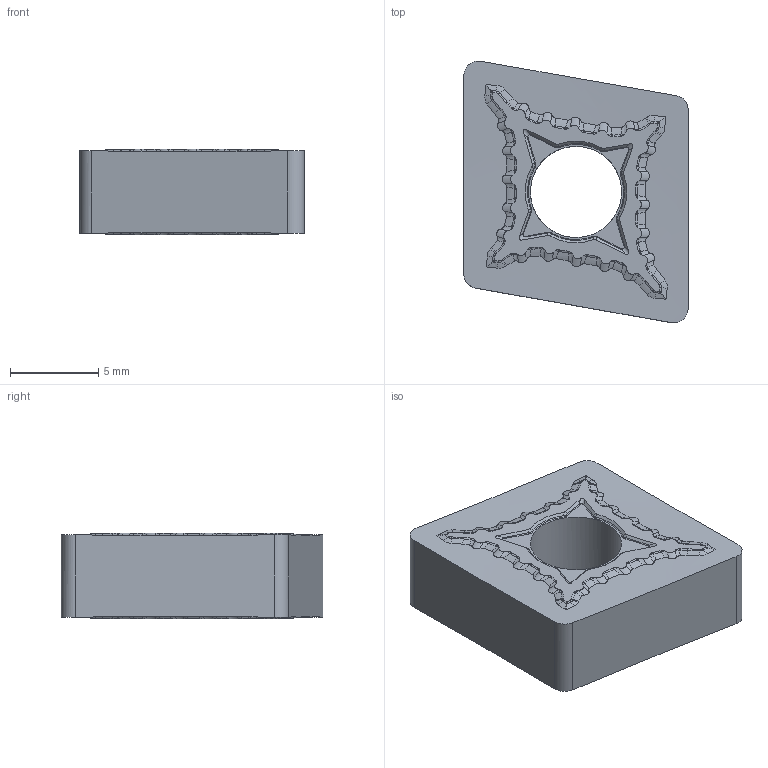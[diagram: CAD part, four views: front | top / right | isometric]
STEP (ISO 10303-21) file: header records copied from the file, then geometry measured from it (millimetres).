
FILE_DESCRIPTION(/* description */ (''),/* implementation_level */ '2;1');
FILE_NAME(/* name */ 'CNMG120408E_SM_115002629ndi000_00_SIM.stp',/* time_stamp */ '2022-01-17T08:38:55+01:00',/* author */ (''),/* organization */ (''),/* preprocessor_version */ 'ST-DEVELOPER v16.7',/* originating_system */ 'SIEMENS PLM Software NX 12.0',/* authorisation */ '');
FILE_SCHEMA (('AUTOMOTIVE_DESIGN { 1 0 10303 214 3 1 1 1 }'));
Products named in the file (1): fo3444EC2A83udfc
Bounding box: 12.7 x 14.83 x 4.86 mm (x, y, z)
Volume: 661.5 mm3; surface area: 594.8 mm2
Topology: 1 solids, 1 shells, 639 faces, 1747 edges, 1106 vertices
Faces by surface type: bspline 356, cylinder 125, torus 88, extrusion 40, plane 22, cone 8
Full cylindrical faces by diameter (mm): 5.16 x1
Entity records: 71657 total; most frequent: CARTESIAN_POINT 58593, ORIENTED_EDGE 3476, DIRECTION 1746, EDGE_CURVE 1738, VERTEX_POINT 1106, B_SPLINE_CURVE_WITH_KNOTS 1096, AXIS2_PLACEMENT_3D 780, EDGE_LOOP 646
